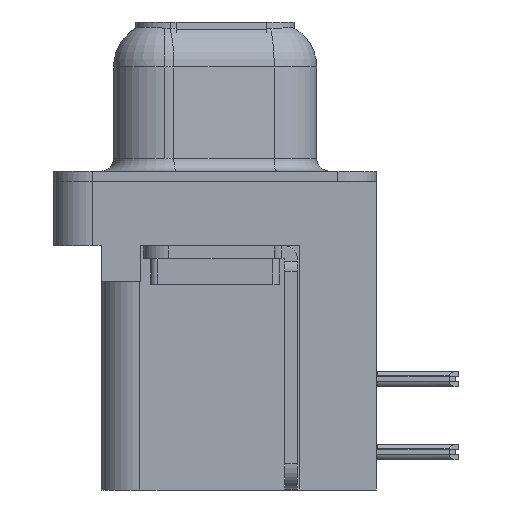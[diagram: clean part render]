
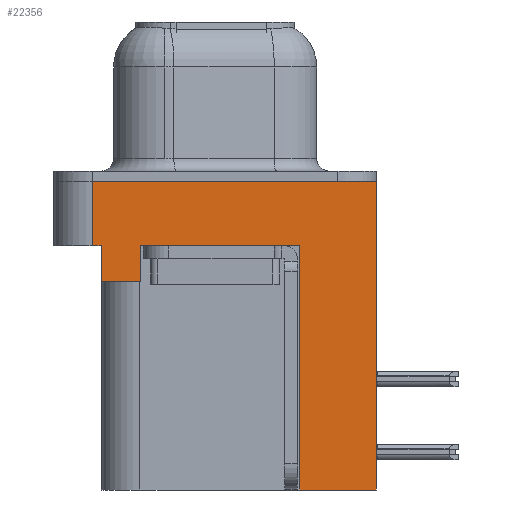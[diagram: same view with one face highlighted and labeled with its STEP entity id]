
A CAD part, left-side view. The second image highlights one B-rep face of the part: STEP entity #22356.
In plain terms, the highlighted planar face has unit normal (-1, 0, 0).
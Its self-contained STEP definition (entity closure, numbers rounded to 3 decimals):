
#370 = CARTESIAN_POINT ( 'NONE',  ( -3., 4.425, -3.9 ) ) ;
#522 = ORIENTED_EDGE ( 'NONE', *, *, #20334, .T. ) ;
#675 = CARTESIAN_POINT ( 'NONE',  ( -3., 4.775, -2.5 ) ) ;
#957 = LINE ( 'NONE', #26583, #10614 ) ;
#1493 = CARTESIAN_POINT ( 'NONE',  ( -3., -6.275, -12. ) ) ;
#1843 = CARTESIAN_POINT ( 'NONE',  ( -3., -6.275, -2.5 ) ) ;
#1920 = ORIENTED_EDGE ( 'NONE', *, *, #9777, .F. ) ;
#2045 = VECTOR ( 'NONE', #30705, 1000. ) ;
#2065 = DIRECTION ( 'NONE',  ( -1., 0., 0. ) ) ;
#2158 = EDGE_CURVE ( 'NONE', #17619, #23803, #23377, .T. ) ;
#2606 = VERTEX_POINT ( 'NONE', #1493 ) ;
#2761 = DIRECTION ( 'NONE',  ( 0., 0., 1. ) ) ;
#3362 = CARTESIAN_POINT ( 'NONE',  ( -3., 4.425, -3.9 ) ) ;
#3389 = ORIENTED_EDGE ( 'NONE', *, *, #11490, .F. ) ;
#3670 = VERTEX_POINT ( 'NONE', #9598 ) ;
#3853 = LINE ( 'NONE', #27202, #9420 ) ;
#4298 = VECTOR ( 'NONE', #15012, 1000. ) ;
#4323 = DIRECTION ( 'NONE',  ( 0., 0., 1. ) ) ;
#4679 = LINE ( 'NONE', #18491, #25063 ) ;
#4907 = CARTESIAN_POINT ( 'NONE',  ( -3., -6.275, -2.5 ) ) ;
#5467 = EDGE_CURVE ( 'NONE', #2606, #12951, #4679, .T. ) ;
#6441 = EDGE_CURVE ( 'NONE', #9275, #12951, #27241, .T. ) ;
#6638 = AXIS2_PLACEMENT_3D ( 'NONE', #1843, #2065, #27896 ) ;
#6796 = ORIENTED_EDGE ( 'NONE', *, *, #2158, .F. ) ;
#7195 = FACE_OUTER_BOUND ( 'NONE', #21114, .T. ) ;
#8042 = DIRECTION ( 'NONE',  ( 0., -1., 0. ) ) ;
#9275 = VERTEX_POINT ( 'NONE', #14697 ) ;
#9420 = VECTOR ( 'NONE', #11500, 1000. ) ;
#9598 = CARTESIAN_POINT ( 'NONE',  ( -3., 4.775, -2.5 ) ) ;
#9714 = CARTESIAN_POINT ( 'NONE',  ( -3., -3.295, -12. ) ) ;
#9777 = EDGE_CURVE ( 'NONE', #2606, #17619, #17845, .T. ) ;
#10130 = LINE ( 'NONE', #675, #20472 ) ;
#10614 = VECTOR ( 'NONE', #14798, 1000. ) ;
#10716 = CARTESIAN_POINT ( 'NONE',  ( -3., 2.895, -3.9 ) ) ;
#10752 = CARTESIAN_POINT ( 'NONE',  ( -3., -6.275, 0. ) ) ;
#10878 = VERTEX_POINT ( 'NONE', #20467 ) ;
#11314 = LINE ( 'NONE', #4907, #29416 ) ;
#11490 = EDGE_CURVE ( 'NONE', #10878, #14283, #14309, .T. ) ;
#11500 = DIRECTION ( 'NONE',  ( 0., -1., 0. ) ) ;
#11844 = EDGE_CURVE ( 'NONE', #17220, #24198, #957, .T. ) ;
#11850 = CARTESIAN_POINT ( 'NONE',  ( -3., -3.295, -2.5 ) ) ;
#12642 = ORIENTED_EDGE ( 'NONE', *, *, #27103, .F. ) ;
#12951 = VERTEX_POINT ( 'NONE', #10752 ) ;
#13124 = ORIENTED_EDGE ( 'NONE', *, *, #26472, .T. ) ;
#13334 = DIRECTION ( 'NONE',  ( 0., 1., 0. ) ) ;
#14283 = VERTEX_POINT ( 'NONE', #16524 ) ;
#14309 = LINE ( 'NONE', #3362, #20238 ) ;
#14697 = CARTESIAN_POINT ( 'NONE',  ( -3., 4.775, 0. ) ) ;
#14798 = DIRECTION ( 'NONE',  ( 0., 0., 1. ) ) ;
#14867 = DIRECTION ( 'NONE',  ( 0., 0., 1. ) ) ;
#15012 = DIRECTION ( 'NONE',  ( 0., -1., 0. ) ) ;
#16524 = CARTESIAN_POINT ( 'NONE',  ( -3., 4.425, -2.5 ) ) ;
#17220 = VERTEX_POINT ( 'NONE', #10716 ) ;
#17619 = VERTEX_POINT ( 'NONE', #9714 ) ;
#17845 = LINE ( 'NONE', #27502, #21521 ) ;
#18491 = CARTESIAN_POINT ( 'NONE',  ( -3., -6.275, -2.5 ) ) ;
#18499 = CARTESIAN_POINT ( 'NONE',  ( -3., -3.295, -12. ) ) ;
#18659 = ORIENTED_EDGE ( 'NONE', *, *, #6441, .F. ) ;
#18962 = ORIENTED_EDGE ( 'NONE', *, *, #26219, .F. ) ;
#19984 = DIRECTION ( 'NONE',  ( 0., 0., 1. ) ) ;
#20238 = VECTOR ( 'NONE', #19984, 1000. ) ;
#20334 = EDGE_CURVE ( 'NONE', #24198, #23803, #3853, .T. ) ;
#20467 = CARTESIAN_POINT ( 'NONE',  ( -3., 4.425, -3.9 ) ) ;
#20472 = VECTOR ( 'NONE', #14867, 1000. ) ;
#20663 = PLANE ( 'NONE',  #6638 ) ;
#21114 = EDGE_LOOP ( 'NONE', ( #18659, #12642, #13124, #3389, #18962, #21887, #522, #6796, #1920, #25769 ) ) ;
#21521 = VECTOR ( 'NONE', #13334, 1000. ) ;
#21887 = ORIENTED_EDGE ( 'NONE', *, *, #11844, .T. ) ;
#22030 = CARTESIAN_POINT ( 'NONE',  ( -3., -6.275, 0. ) ) ;
#22356 = ADVANCED_FACE ( 'NONE', ( #7195 ), #20663, .T. ) ;
#23127 = LINE ( 'NONE', #370, #2045 ) ;
#23377 = LINE ( 'NONE', #18499, #30437 ) ;
#23803 = VERTEX_POINT ( 'NONE', #11850 ) ;
#24198 = VERTEX_POINT ( 'NONE', #29212 ) ;
#25063 = VECTOR ( 'NONE', #2761, 1000. ) ;
#25769 = ORIENTED_EDGE ( 'NONE', *, *, #5467, .T. ) ;
#26219 = EDGE_CURVE ( 'NONE', #17220, #10878, #23127, .T. ) ;
#26472 = EDGE_CURVE ( 'NONE', #3670, #14283, #11314, .T. ) ;
#26583 = CARTESIAN_POINT ( 'NONE',  ( -3., 2.895, -3.9 ) ) ;
#27103 = EDGE_CURVE ( 'NONE', #3670, #9275, #10130, .T. ) ;
#27202 = CARTESIAN_POINT ( 'NONE',  ( -3., -6.275, -2.5 ) ) ;
#27241 = LINE ( 'NONE', #22030, #4298 ) ;
#27502 = CARTESIAN_POINT ( 'NONE',  ( -3., -3.295, -12. ) ) ;
#27896 = DIRECTION ( 'NONE',  ( 0., 0., 1. ) ) ;
#29212 = CARTESIAN_POINT ( 'NONE',  ( -3., 2.895, -2.5 ) ) ;
#29416 = VECTOR ( 'NONE', #8042, 1000. ) ;
#30437 = VECTOR ( 'NONE', #4323, 1000. ) ;
#30705 = DIRECTION ( 'NONE',  ( 0., 1., 0. ) ) ;
